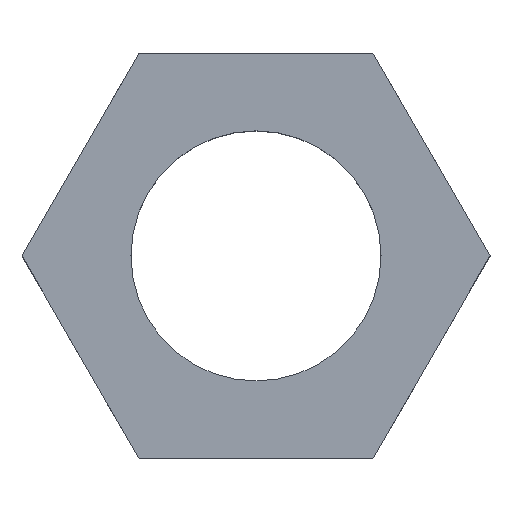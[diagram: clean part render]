
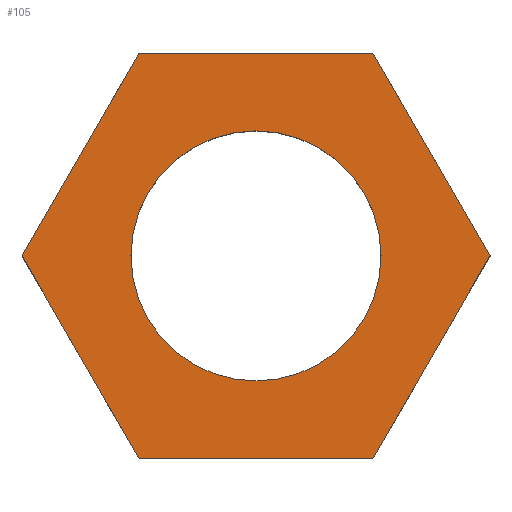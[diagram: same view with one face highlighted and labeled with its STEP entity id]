
A CAD part, top view. The second image highlights one B-rep face of the part: STEP entity #105.
In plain terms, the highlighted planar face has unit normal (0, 0, 1).
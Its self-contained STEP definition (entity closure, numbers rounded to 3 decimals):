
#41 = VERTEX_POINT ( 'NONE', #193 ) ;
#42 = ORIENTED_EDGE ( 'NONE', *, *, #154, .T. ) ;
#44 = ORIENTED_EDGE ( 'NONE', *, *, #140, .F. ) ;
#45 = EDGE_LOOP ( 'NONE', ( #42, #152, #150, #157, #145, #159 ) ) ;
#101 = VERTEX_POINT ( 'NONE', #493 ) ;
#105 = ADVANCED_FACE ( 'NONE', ( #436, #435 ), #431, .F. ) ;
#106 = EDGE_LOOP ( 'NONE', ( #107, #44 ) ) ;
#107 = ORIENTED_EDGE ( 'NONE', *, *, #108, .F. ) ;
#108 = EDGE_CURVE ( 'NONE', #141, #101, #519, .T. ) ;
#140 = EDGE_CURVE ( 'NONE', #101, #141, #472, .T. ) ;
#141 = VERTEX_POINT ( 'NONE', #460 ) ;
#145 = ORIENTED_EDGE ( 'NONE', *, *, #156, .T. ) ;
#146 = VERTEX_POINT ( 'NONE', #511 ) ;
#147 = EDGE_CURVE ( 'NONE', #155, #148, #506, .T. ) ;
#148 = VERTEX_POINT ( 'NONE', #502 ) ;
#149 = VERTEX_POINT ( 'NONE', #501 ) ;
#150 = ORIENTED_EDGE ( 'NONE', *, *, #151, .T. ) ;
#151 = EDGE_CURVE ( 'NONE', #153, #155, #500, .T. ) ;
#152 = ORIENTED_EDGE ( 'NONE', *, *, #158, .T. ) ;
#153 = VERTEX_POINT ( 'NONE', #370 ) ;
#154 = EDGE_CURVE ( 'NONE', #41, #146, #369, .T. ) ;
#155 = VERTEX_POINT ( 'NONE', #365 ) ;
#156 = EDGE_CURVE ( 'NONE', #148, #149, #364, .T. ) ;
#157 = ORIENTED_EDGE ( 'NONE', *, *, #147, .T. ) ;
#158 = EDGE_CURVE ( 'NONE', #146, #153, #360, .T. ) ;
#159 = ORIENTED_EDGE ( 'NONE', *, *, #160, .T. ) ;
#160 = EDGE_CURVE ( 'NONE', #149, #41, #356, .T. ) ;
#193 = CARTESIAN_POINT ( 'NONE',  ( 15.588, 0., 4.5 ) ) ;
#334 = CARTESIAN_POINT ( 'NONE',  ( 0., 0., 4.5 ) ) ;
#353 = DIRECTION ( 'NONE',  ( 0.5, 0.866, 0. ) ) ;
#354 = VECTOR ( 'NONE', #353, 1000. ) ;
#355 = CARTESIAN_POINT ( 'NONE',  ( 7.794, -13.5, 4.5 ) ) ;
#356 = LINE ( 'NONE', #355, #354 ) ;
#357 = DIRECTION ( 'NONE',  ( -1., 0., 0. ) ) ;
#358 = VECTOR ( 'NONE', #357, 1000. ) ;
#359 = CARTESIAN_POINT ( 'NONE',  ( 7.794, 13.5, 4.5 ) ) ;
#360 = LINE ( 'NONE', #359, #358 ) ;
#361 = DIRECTION ( 'NONE',  ( 1., 0., 0. ) ) ;
#362 = VECTOR ( 'NONE', #361, 1000. ) ;
#363 = CARTESIAN_POINT ( 'NONE',  ( -7.794, -13.5, 4.5 ) ) ;
#364 = LINE ( 'NONE', #363, #362 ) ;
#365 = CARTESIAN_POINT ( 'NONE',  ( -15.588, 0., 4.5 ) ) ;
#366 = DIRECTION ( 'NONE',  ( -0.5, 0.866, 0. ) ) ;
#367 = VECTOR ( 'NONE', #366, 1000. ) ;
#368 = CARTESIAN_POINT ( 'NONE',  ( 15.588, 0., 4.5 ) ) ;
#369 = LINE ( 'NONE', #368, #367 ) ;
#370 = CARTESIAN_POINT ( 'NONE',  ( -7.794, 13.5, 4.5 ) ) ;
#427 = DIRECTION ( 'NONE',  ( -1., 0., 0. ) ) ;
#428 = DIRECTION ( 'NONE',  ( 0., 0., -1. ) ) ;
#429 = CARTESIAN_POINT ( 'NONE',  ( 0., 15.588, 4.5 ) ) ;
#430 = AXIS2_PLACEMENT_3D ( 'NONE', #429, #428, #427 ) ;
#431 = PLANE ( 'NONE',  #430 ) ;
#435 = FACE_OUTER_BOUND ( 'NONE', #45, .T. ) ;
#436 = FACE_BOUND ( 'NONE', #106, .T. ) ;
#460 = CARTESIAN_POINT ( 'NONE',  ( 8.331, 0., 4.5 ) ) ;
#461 = DIRECTION ( 'NONE',  ( 1., 0., 0. ) ) ;
#462 = DIRECTION ( 'NONE',  ( 0., 0., 1. ) ) ;
#463 = AXIS2_PLACEMENT_3D ( 'NONE', #334, #462, #461 ) ;
#472 = CIRCLE ( 'NONE', #463, 8.331 ) ;
#493 = CARTESIAN_POINT ( 'NONE',  ( -8.331, 0., 4.5 ) ) ;
#497 = DIRECTION ( 'NONE',  ( -0.5, -0.866, 0. ) ) ;
#498 = VECTOR ( 'NONE', #497, 1000. ) ;
#499 = CARTESIAN_POINT ( 'NONE',  ( -7.794, 13.5, 4.5 ) ) ;
#500 = LINE ( 'NONE', #499, #498 ) ;
#501 = CARTESIAN_POINT ( 'NONE',  ( 7.794, -13.5, 4.5 ) ) ;
#502 = CARTESIAN_POINT ( 'NONE',  ( -7.794, -13.5, 4.5 ) ) ;
#503 = DIRECTION ( 'NONE',  ( 0.5, -0.866, 0. ) ) ;
#504 = VECTOR ( 'NONE', #503, 1000. ) ;
#505 = CARTESIAN_POINT ( 'NONE',  ( -15.588, 0., 4.5 ) ) ;
#506 = LINE ( 'NONE', #505, #504 ) ;
#511 = CARTESIAN_POINT ( 'NONE',  ( 7.794, 13.5, 4.5 ) ) ;
#515 = DIRECTION ( 'NONE',  ( 1., 0., 0. ) ) ;
#516 = DIRECTION ( 'NONE',  ( 0., 0., 1. ) ) ;
#517 = CARTESIAN_POINT ( 'NONE',  ( 0., 0., 4.5 ) ) ;
#518 = AXIS2_PLACEMENT_3D ( 'NONE', #517, #516, #515 ) ;
#519 = CIRCLE ( 'NONE', #518, 8.331 ) ;
